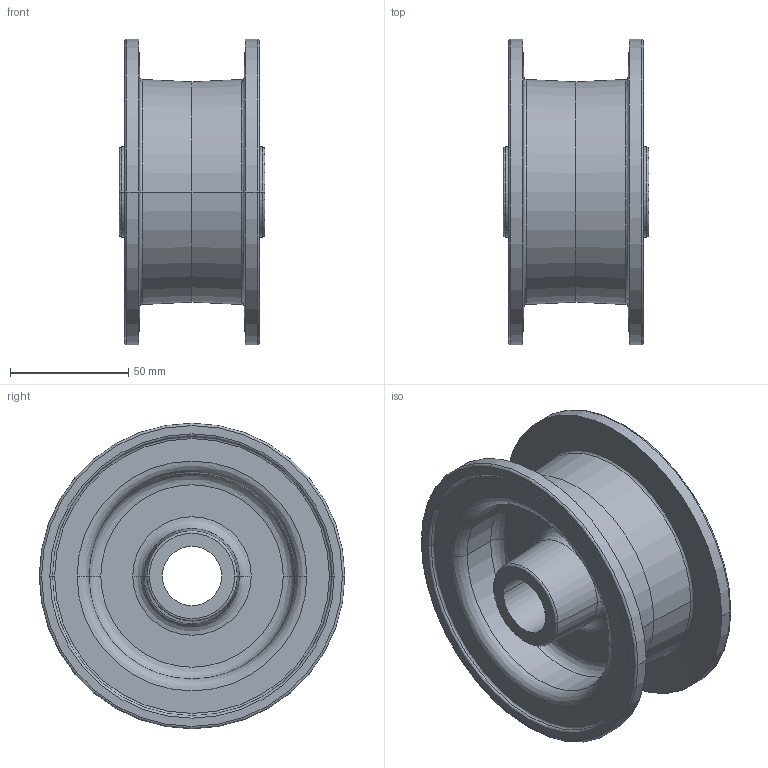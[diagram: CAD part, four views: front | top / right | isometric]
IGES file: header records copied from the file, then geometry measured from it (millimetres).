
Start section:  PTC IGES file: nsxt820t21-25.igs
Global section: file name: nsxt820t21-25.igs; native system: Pro/ENGINEER by Parametric Technology Corporation; preprocessor: 2005310; author: RCRU51; organization: Unknown; date: 081219.102854; units: millimetre
Bounding box: 61.5 x 129 x 129 mm (x, y, z)
Surface area: 76890.2 mm2 (no closed solid volume)
Topology: 0 solids, 0 shells, 62 faces, 248 edges, 248 vertices
Faces by surface type: revolution 54, bspline 8
